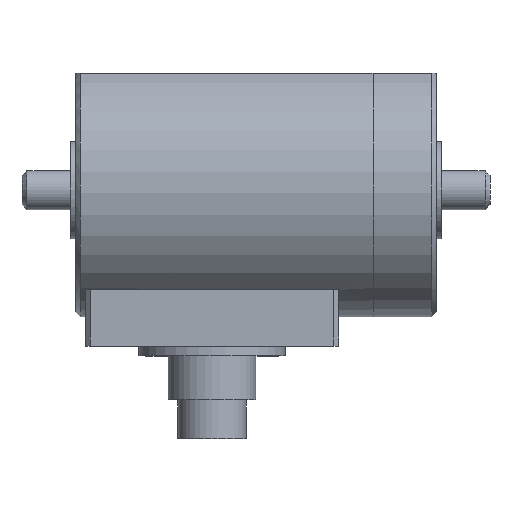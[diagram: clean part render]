
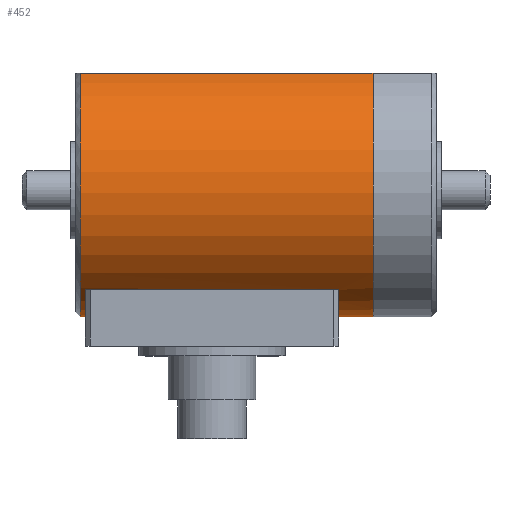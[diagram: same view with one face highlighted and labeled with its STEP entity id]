
A CAD part, top view. The second image highlights one B-rep face of the part: STEP entity #452.
In plain terms, the highlighted cylindrical face has radius 13 mm (diameter 26 mm), a partial arc.
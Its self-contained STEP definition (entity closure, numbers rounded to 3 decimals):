
#452 = ADVANCED_FACE( '', ( #877, #878 ), #879, .T. );
#877 = FACE_BOUND( '', #1293, .T. );
#878 = FACE_OUTER_BOUND( '', #1294, .T. );
#879 = CYLINDRICAL_SURFACE( '', #1295, 13. );
#1293 = EDGE_LOOP( '', ( #2019, #2020, #2021, #2022 ) );
#1294 = EDGE_LOOP( '', ( #2023, #2024, #2025, #2026 ) );
#1295 = AXIS2_PLACEMENT_3D( '', #2027, #2028, #2029 );
#2019 = ORIENTED_EDGE( '', *, *, #2455, .T. );
#2020 = ORIENTED_EDGE( '', *, *, #2449, .T. );
#2021 = ORIENTED_EDGE( '', *, *, #2326, .T. );
#2022 = ORIENTED_EDGE( '', *, *, #2411, .T. );
#2023 = ORIENTED_EDGE( '', *, *, #2456, .F. );
#2024 = ORIENTED_EDGE( '', *, *, #2415, .F. );
#2025 = ORIENTED_EDGE( '', *, *, #2457, .F. );
#2026 = ORIENTED_EDGE( '', *, *, #2357, .T. );
#2027 = CARTESIAN_POINT( '', ( -34.289, 0., 0. ) );
#2028 = DIRECTION( '', ( -1., 0., 0. ) );
#2029 = DIRECTION( '', ( 0., 0., -1. ) );
#2326 = EDGE_CURVE( '', #2703, #2707, #2709, .F. );
#2357 = EDGE_CURVE( '', #2755, #2756, #2757, .F. );
#2411 = EDGE_CURVE( '', #2707, #2827, #2829, .T. );
#2415 = EDGE_CURVE( '', #2833, #2832, #2835, .T. );
#2449 = EDGE_CURVE( '', #2876, #2703, #2878, .T. );
#2455 = EDGE_CURVE( '', #2827, #2876, #2886, .T. );
#2456 = EDGE_CURVE( '', #2832, #2756, #2887, .F. );
#2457 = EDGE_CURVE( '', #2755, #2833, #2888, .T. );
#2703 = VERTEX_POINT( '', #3283 );
#2707 = VERTEX_POINT( '', #3289 );
#2709 = LINE( '', #3292, #3293 );
#2755 = VERTEX_POINT( '', #3356 );
#2756 = VERTEX_POINT( '', #3357 );
#2757 = CIRCLE( '', #3358, 13. );
#2827 = VERTEX_POINT( '', #3460 );
#2829 = CIRCLE( '', #3463, 13. );
#2832 = VERTEX_POINT( '', #3466 );
#2833 = VERTEX_POINT( '', #3467 );
#2835 = CIRCLE( '', #3470, 13. );
#2876 = VERTEX_POINT( '', #3516 );
#2878 = CIRCLE( '', #3519, 13. );
#2886 = LINE( '', #3530, #3531 );
#2887 = LINE( '', #3532, #3533 );
#2888 = LINE( '', #3534, #3535 );
#3283 = CARTESIAN_POINT( '', ( -7.289, -10.247, -8. ) );
#3289 = CARTESIAN_POINT( '', ( -33.289, -10.247, -8. ) );
#3292 = CARTESIAN_POINT( '', ( -34.289, -10.247, -8. ) );
#3293 = VECTOR( '', #3737, 1000. );
#3356 = CARTESIAN_POINT( '', ( -33.789, 12., 5. ) );
#3357 = CARTESIAN_POINT( '', ( -33.789, 12., -5. ) );
#3358 = AXIS2_PLACEMENT_3D( '', #3774, #3775, #3776 );
#3460 = CARTESIAN_POINT( '', ( -33.289, -10.247, 8. ) );
#3463 = AXIS2_PLACEMENT_3D( '', #3834, #3835, #3836 );
#3466 = CARTESIAN_POINT( '', ( -3.789, 12., -5. ) );
#3467 = CARTESIAN_POINT( '', ( -3.789, 12., 5. ) );
#3470 = AXIS2_PLACEMENT_3D( '', #3838, #3839, #3840 );
#3516 = CARTESIAN_POINT( '', ( -7.289, -10.247, 8. ) );
#3519 = AXIS2_PLACEMENT_3D( '', #3874, #3875, #3876 );
#3530 = CARTESIAN_POINT( '', ( -34.289, -10.247, 8. ) );
#3531 = VECTOR( '', #3880, 1000. );
#3532 = CARTESIAN_POINT( '', ( -34.289, 12., -5. ) );
#3533 = VECTOR( '', #3881, 1000. );
#3534 = CARTESIAN_POINT( '', ( -34.289, 12., 5. ) );
#3535 = VECTOR( '', #3882, 1000. );
#3737 = DIRECTION( '', ( 1., 0., 0. ) );
#3774 = CARTESIAN_POINT( '', ( -33.789, 0., 0. ) );
#3775 = DIRECTION( '', ( -1., 0., 0. ) );
#3776 = DIRECTION( '', ( 0., 0., 1. ) );
#3834 = CARTESIAN_POINT( '', ( -33.289, 0., 0. ) );
#3835 = DIRECTION( '', ( -1., 0., 0. ) );
#3836 = DIRECTION( '', ( 0., 0., 1. ) );
#3838 = CARTESIAN_POINT( '', ( -3.789, 0., 0. ) );
#3839 = DIRECTION( '', ( 1., 0., 0. ) );
#3840 = DIRECTION( '', ( 0., 0., -1. ) );
#3874 = CARTESIAN_POINT( '', ( -7.289, 0., 0. ) );
#3875 = DIRECTION( '', ( 1., 0., 0. ) );
#3876 = DIRECTION( '', ( 0., 0., -1. ) );
#3880 = DIRECTION( '', ( 1., 0., 0. ) );
#3881 = DIRECTION( '', ( 1., 0., 0. ) );
#3882 = DIRECTION( '', ( 1., 0., 0. ) );
